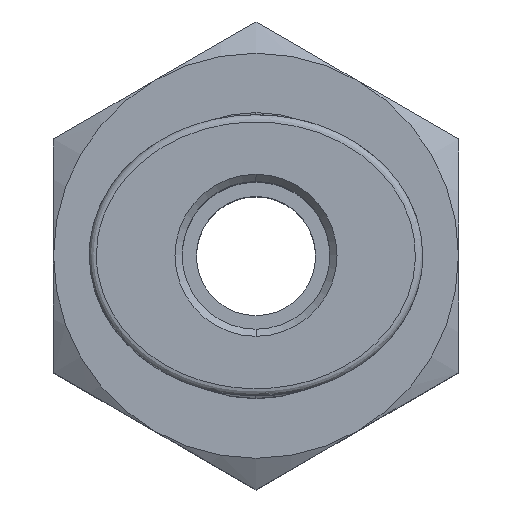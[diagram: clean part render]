
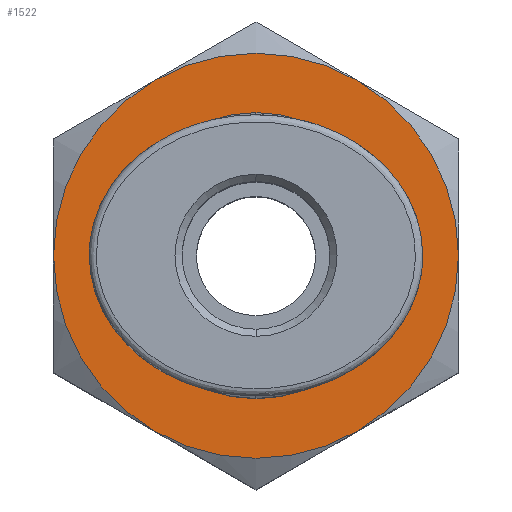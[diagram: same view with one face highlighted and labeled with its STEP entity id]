
A CAD part, top view. The second image highlights one B-rep face of the part: STEP entity #1522.
In plain terms, the highlighted face is planar.
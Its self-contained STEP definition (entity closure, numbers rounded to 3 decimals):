
#141=CARTESIAN_POINT('',(33.026,-1.826,6.6));
#142=VERTEX_POINT('',#141);
#151=CARTESIAN_POINT('',(21.026,-1.826,6.6));
#152=VERTEX_POINT('',#151);
#153=CARTESIAN_POINT('',(27.026,-1.826,6.6));
#154=DIRECTION('',(0.0,0.0,-1.0));
#155=DIRECTION('',(1.0,0.0,0.0));
#156=AXIS2_PLACEMENT_3D('',#153,#154,#155);
#157=CIRCLE('',#156,6.0);
#158=EDGE_CURVE('',#142,#152,#157,.T.);
#1005=CARTESIAN_POINT('',(19.665,2.424,6.6));
#1006=VERTEX_POINT('',#1005);
#1059=CARTESIAN_POINT('',(27.026,6.674,6.6));
#1060=VERTEX_POINT('',#1059);
#1106=CARTESIAN_POINT('',(34.387,2.424,6.6));
#1107=VERTEX_POINT('',#1106);
#1166=CARTESIAN_POINT('',(19.665,-6.076,6.6));
#1167=VERTEX_POINT('',#1166);
#1316=CARTESIAN_POINT('',(34.387,-6.076,6.6));
#1317=VERTEX_POINT('',#1316);
#1331=CARTESIAN_POINT('',(27.026,-1.826,6.6));
#1332=DIRECTION('',(0.0,0.0,-1.0));
#1333=DIRECTION('',(-1.0,0.0,0.0));
#1334=AXIS2_PLACEMENT_3D('',#1331,#1332,#1333);
#1335=CIRCLE('',#1334,8.5);
#1336=EDGE_CURVE('',#1107,#1317,#1335,.T.);
#1348=CARTESIAN_POINT('',(27.026,-1.826,6.6));
#1349=DIRECTION('',(0.0,0.0,-1.0));
#1350=DIRECTION('',(-1.0,0.0,0.0));
#1351=AXIS2_PLACEMENT_3D('',#1348,#1349,#1350);
#1352=CIRCLE('',#1351,8.5);
#1353=EDGE_CURVE('',#1060,#1107,#1352,.T.);
#1365=CARTESIAN_POINT('',(27.026,-1.826,6.6));
#1366=DIRECTION('',(0.0,0.0,-1.0));
#1367=DIRECTION('',(-1.0,0.0,0.0));
#1368=AXIS2_PLACEMENT_3D('',#1365,#1366,#1367);
#1369=CIRCLE('',#1368,8.5);
#1370=EDGE_CURVE('',#1006,#1060,#1369,.T.);
#1381=CARTESIAN_POINT('',(27.026,-1.826,6.6));
#1382=DIRECTION('',(0.0,0.0,-1.0));
#1383=DIRECTION('',(-1.0,0.0,0.0));
#1384=AXIS2_PLACEMENT_3D('',#1381,#1382,#1383);
#1385=CIRCLE('',#1384,8.5);
#1386=EDGE_CURVE('',#1167,#1006,#1385,.T.);
#1398=CARTESIAN_POINT('',(27.026,-10.326,6.6));
#1399=VERTEX_POINT('',#1398);
#1400=CARTESIAN_POINT('',(27.026,-1.826,6.6));
#1401=DIRECTION('',(0.0,0.0,-1.0));
#1402=DIRECTION('',(-1.0,0.0,0.0));
#1403=AXIS2_PLACEMENT_3D('',#1400,#1401,#1402);
#1404=CIRCLE('',#1403,8.5);
#1405=EDGE_CURVE('',#1399,#1167,#1404,.T.);
#1443=CARTESIAN_POINT('',(27.026,-1.826,6.6));
#1444=DIRECTION('',(0.0,0.0,-1.0));
#1445=DIRECTION('',(-1.0,0.0,0.0));
#1446=AXIS2_PLACEMENT_3D('',#1443,#1444,#1445);
#1447=CIRCLE('',#1446,8.5);
#1448=EDGE_CURVE('',#1317,#1399,#1447,.T.);
#1499=CARTESIAN_POINT('',(27.026,-1.826,6.6));
#1500=DIRECTION('',(0.0,0.0,1.0));
#1501=DIRECTION('',(1.0,0.0,0.0));
#1502=AXIS2_PLACEMENT_3D('',#1499,#1500,#1501);
#1503=PLANE('',#1502);
#1504=ORIENTED_EDGE('',*,*,#1448,.T.);
#1505=ORIENTED_EDGE('',*,*,#1405,.T.);
#1506=ORIENTED_EDGE('',*,*,#1386,.T.);
#1507=ORIENTED_EDGE('',*,*,#1370,.T.);
#1508=ORIENTED_EDGE('',*,*,#1353,.T.);
#1509=ORIENTED_EDGE('',*,*,#1336,.T.);
#1510=EDGE_LOOP('',(#1504,#1505,#1506,#1507,#1508,#1509));
#1511=FACE_OUTER_BOUND('',#1510,.T.);
#1512=ORIENTED_EDGE('',*,*,#158,.F.);
#1513=CARTESIAN_POINT('',(27.026,-1.826,6.6));
#1514=DIRECTION('',(0.0,0.0,-1.0));
#1515=DIRECTION('',(1.0,0.0,0.0));
#1516=AXIS2_PLACEMENT_3D('',#1513,#1514,#1515);
#1517=CIRCLE('',#1516,6.0);
#1518=EDGE_CURVE('',#152,#142,#1517,.T.);
#1519=ORIENTED_EDGE('',*,*,#1518,.F.);
#1520=EDGE_LOOP('',(#1512,#1519));
#1521=FACE_BOUND('',#1520,.T.);
#1522=ADVANCED_FACE('',(#1511,#1521),#1503,.F.);
